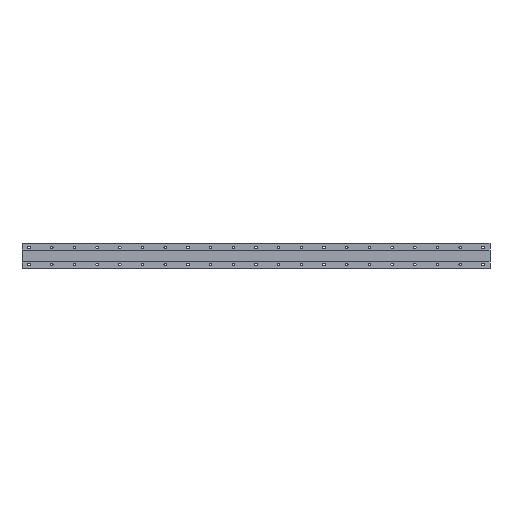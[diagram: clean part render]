
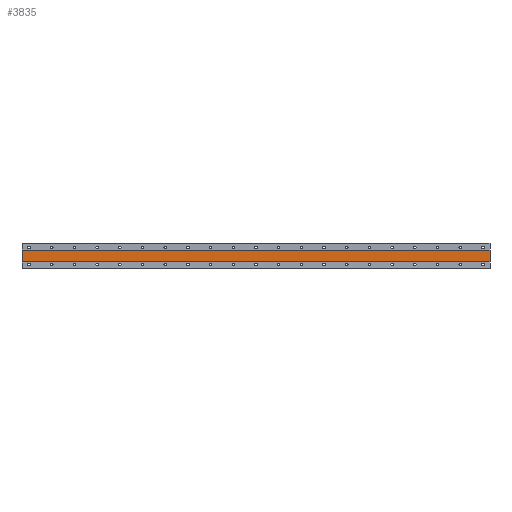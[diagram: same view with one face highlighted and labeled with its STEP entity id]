
A CAD part, front view. The second image highlights one B-rep face of the part: STEP entity #3835.
In plain terms, the highlighted planar face has unit normal (0, -1, 0).
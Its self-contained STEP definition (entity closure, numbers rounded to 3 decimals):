
#34 = VERTEX_POINT ( 'NONE', #1194 ) ;
#109 = FACE_OUTER_BOUND ( 'NONE', #3160, .T. ) ;
#366 = LINE ( 'NONE', #6917, #5545 ) ;
#622 = EDGE_CURVE ( 'NONE', #4283, #34, #4758, .T. ) ;
#671 = VECTOR ( 'NONE', #2807, 1000. ) ;
#918 = CARTESIAN_POINT ( 'NONE',  ( 1625., 1., -20. ) ) ;
#1070 = CARTESIAN_POINT ( 'NONE',  ( 1625., 1., 20. ) ) ;
#1169 = CARTESIAN_POINT ( 'NONE',  ( 1625., 1., 20. ) ) ;
#1170 = ORIENTED_EDGE ( 'NONE', *, *, #622, .F. ) ;
#1194 = CARTESIAN_POINT ( 'NONE',  ( -25., 1., -20. ) ) ;
#1271 = CARTESIAN_POINT ( 'NONE',  ( 1625., 1., 20. ) ) ;
#2027 = EDGE_CURVE ( 'NONE', #34, #2257, #366, .T. ) ;
#2254 = AXIS2_PLACEMENT_3D ( 'NONE', #1271, #3697, #2504 ) ;
#2257 = VERTEX_POINT ( 'NONE', #4403 ) ;
#2504 = DIRECTION ( 'NONE',  ( 0., 0., 1. ) ) ;
#2807 = DIRECTION ( 'NONE',  ( 0., 0., -1. ) ) ;
#3160 = EDGE_LOOP ( 'NONE', ( #1170, #5899, #7129, #6190 ) ) ;
#3262 = CARTESIAN_POINT ( 'NONE',  ( 1625., 1., 20. ) ) ;
#3645 = CARTESIAN_POINT ( 'NONE',  ( 1625., 1., -20. ) ) ;
#3697 = DIRECTION ( 'NONE',  ( 0., 1., 0. ) ) ;
#3835 = ADVANCED_FACE ( 'NONE', ( #109 ), #7291, .F. ) ;
#3949 = DIRECTION ( 'NONE',  ( 0., 0., 1. ) ) ;
#4283 = VERTEX_POINT ( 'NONE', #918 ) ;
#4403 = CARTESIAN_POINT ( 'NONE',  ( -25., 1., 20. ) ) ;
#4736 = VECTOR ( 'NONE', #5874, 1000. ) ;
#4758 = LINE ( 'NONE', #3645, #6751 ) ;
#4796 = DIRECTION ( 'NONE',  ( -1., 0., 0. ) ) ;
#5382 = EDGE_CURVE ( 'NONE', #6321, #4283, #6310, .T. ) ;
#5545 = VECTOR ( 'NONE', #3949, 1000. ) ;
#5874 = DIRECTION ( 'NONE',  ( 1., 0., 0. ) ) ;
#5899 = ORIENTED_EDGE ( 'NONE', *, *, #5382, .F. ) ;
#6190 = ORIENTED_EDGE ( 'NONE', *, *, #2027, .F. ) ;
#6310 = LINE ( 'NONE', #1070, #671 ) ;
#6321 = VERTEX_POINT ( 'NONE', #3262 ) ;
#6371 = LINE ( 'NONE', #1169, #4736 ) ;
#6741 = EDGE_CURVE ( 'NONE', #2257, #6321, #6371, .T. ) ;
#6751 = VECTOR ( 'NONE', #4796, 1000. ) ;
#6917 = CARTESIAN_POINT ( 'NONE',  ( -25., 1., 20. ) ) ;
#7129 = ORIENTED_EDGE ( 'NONE', *, *, #6741, .F. ) ;
#7291 = PLANE ( 'NONE',  #2254 ) ;
